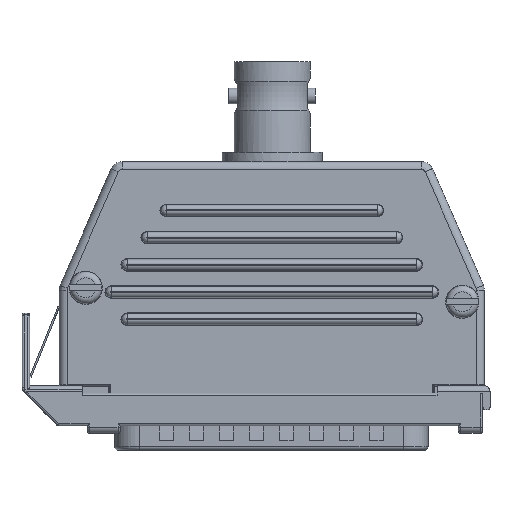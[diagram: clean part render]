
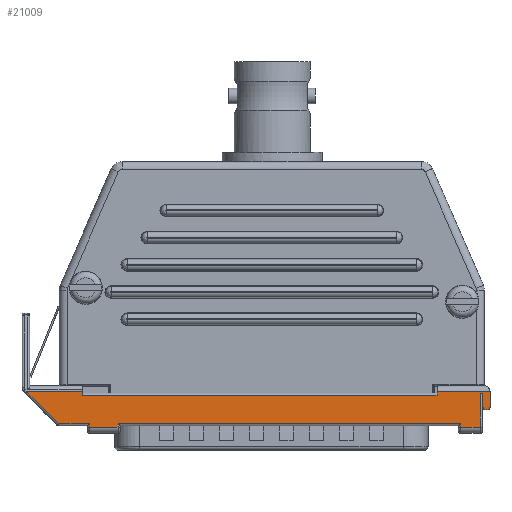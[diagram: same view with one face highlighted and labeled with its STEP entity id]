
A CAD part, top view. The second image highlights one B-rep face of the part: STEP entity #21009.
In plain terms, the highlighted planar face has unit normal (0, 0, 1).
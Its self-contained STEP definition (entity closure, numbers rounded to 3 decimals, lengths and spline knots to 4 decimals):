
#644=ELLIPSE('',#22353,0.0932,0.01);
#1324=FACE_OUTER_BOUND('',#2617,.T.);
#2617=EDGE_LOOP('',(#13457,#13458,#13459,#13460,#13461,#13462,#13463,#13464,
#13465,#13466,#13467,#13468,#13469,#13470,#13471,#13472,#13473,#13474,#13475,
#13476,#13477));
#4612=CIRCLE('',#22349,0.01);
#4614=CIRCLE('',#22352,0.01);
#5778=LINE('',#31071,#7095);
#5792=LINE('',#31112,#7109);
#5802=LINE('',#31144,#7119);
#5806=LINE('',#31158,#7123);
#5807=LINE('',#31160,#7124);
#5808=LINE('',#31162,#7125);
#5809=LINE('',#31164,#7126);
#5810=LINE('',#31166,#7127);
#5811=LINE('',#31170,#7128);
#5812=LINE('',#31172,#7129);
#5813=LINE('',#31174,#7130);
#5814=LINE('',#31176,#7131);
#5815=LINE('',#31178,#7132);
#5816=LINE('',#31180,#7133);
#5817=LINE('',#31182,#7134);
#5818=LINE('',#31184,#7135);
#5819=LINE('',#31186,#7136);
#5820=LINE('',#31187,#7137);
#7095=VECTOR('',#24830,0.3937);
#7109=VECTOR('',#24864,0.3937);
#7119=VECTOR('',#24904,0.3937);
#7123=VECTOR('',#24920,0.3937);
#7124=VECTOR('',#24923,0.3937);
#7125=VECTOR('',#24924,0.3937);
#7126=VECTOR('',#24925,0.3937);
#7127=VECTOR('',#24926,0.3937);
#7128=VECTOR('',#24929,0.3937);
#7129=VECTOR('',#24930,0.3937);
#7130=VECTOR('',#24931,0.3937);
#7131=VECTOR('',#24932,0.3937);
#7132=VECTOR('',#24933,0.3937);
#7133=VECTOR('',#24934,0.3937);
#7134=VECTOR('',#24935,0.3937);
#7135=VECTOR('',#24936,0.3937);
#7136=VECTOR('',#24937,0.3937);
#7137=VECTOR('',#24938,0.3937);
#8433=VERTEX_POINT('',#31068);
#8434=VERTEX_POINT('',#31070);
#8450=VERTEX_POINT('',#31109);
#8451=VERTEX_POINT('',#31111);
#8457=VERTEX_POINT('',#31141);
#8458=VERTEX_POINT('',#31143);
#8460=VERTEX_POINT('',#31151);
#8462=VERTEX_POINT('',#31157);
#8463=VERTEX_POINT('',#31161);
#8464=VERTEX_POINT('',#31163);
#8465=VERTEX_POINT('',#31165);
#8466=VERTEX_POINT('',#31167);
#8467=VERTEX_POINT('',#31169);
#8468=VERTEX_POINT('',#31171);
#8469=VERTEX_POINT('',#31173);
#8470=VERTEX_POINT('',#31175);
#8471=VERTEX_POINT('',#31177);
#8472=VERTEX_POINT('',#31179);
#8473=VERTEX_POINT('',#31181);
#8474=VERTEX_POINT('',#31183);
#8475=VERTEX_POINT('',#31185);
#10335=EDGE_CURVE('',#8434,#8433,#5778,.T.);
#10356=EDGE_CURVE('',#8451,#8450,#5792,.T.);
#10374=EDGE_CURVE('',#8457,#8458,#5802,.T.);
#10378=EDGE_CURVE('',#8460,#8433,#4612,.T.);
#10381=EDGE_CURVE('',#8460,#8462,#5806,.T.);
#10382=EDGE_CURVE('',#8458,#8462,#4614,.T.);
#10383=EDGE_CURVE('',#8451,#8457,#5807,.T.);
#10384=EDGE_CURVE('',#8463,#8450,#5808,.T.);
#10385=EDGE_CURVE('',#8463,#8464,#5809,.T.);
#10386=EDGE_CURVE('',#8465,#8464,#5810,.T.);
#10387=EDGE_CURVE('',#8466,#8465,#644,.T.);
#10388=EDGE_CURVE('',#8467,#8466,#5811,.T.);
#10389=EDGE_CURVE('',#8468,#8467,#5812,.T.);
#10390=EDGE_CURVE('',#8469,#8468,#5813,.T.);
#10391=EDGE_CURVE('',#8470,#8469,#5814,.T.);
#10392=EDGE_CURVE('',#8471,#8470,#5815,.T.);
#10393=EDGE_CURVE('',#8472,#8471,#5816,.T.);
#10394=EDGE_CURVE('',#8473,#8472,#5817,.T.);
#10395=EDGE_CURVE('',#8474,#8473,#5818,.T.);
#10396=EDGE_CURVE('',#8475,#8474,#5819,.T.);
#10397=EDGE_CURVE('',#8475,#8434,#5820,.T.);
#13457=ORIENTED_EDGE('',*,*,#10378,.F.);
#13458=ORIENTED_EDGE('',*,*,#10381,.T.);
#13459=ORIENTED_EDGE('',*,*,#10382,.F.);
#13460=ORIENTED_EDGE('',*,*,#10374,.F.);
#13461=ORIENTED_EDGE('',*,*,#10383,.F.);
#13462=ORIENTED_EDGE('',*,*,#10356,.T.);
#13463=ORIENTED_EDGE('',*,*,#10384,.F.);
#13464=ORIENTED_EDGE('',*,*,#10385,.T.);
#13465=ORIENTED_EDGE('',*,*,#10386,.F.);
#13466=ORIENTED_EDGE('',*,*,#10387,.F.);
#13467=ORIENTED_EDGE('',*,*,#10388,.F.);
#13468=ORIENTED_EDGE('',*,*,#10389,.F.);
#13469=ORIENTED_EDGE('',*,*,#10390,.F.);
#13470=ORIENTED_EDGE('',*,*,#10391,.F.);
#13471=ORIENTED_EDGE('',*,*,#10392,.F.);
#13472=ORIENTED_EDGE('',*,*,#10393,.F.);
#13473=ORIENTED_EDGE('',*,*,#10394,.F.);
#13474=ORIENTED_EDGE('',*,*,#10395,.F.);
#13475=ORIENTED_EDGE('',*,*,#10396,.F.);
#13476=ORIENTED_EDGE('',*,*,#10397,.T.);
#13477=ORIENTED_EDGE('',*,*,#10335,.T.);
#19373=PLANE('',#22351);
#21009=ADVANCED_FACE('',(#1324),#19373,.T.);
#22349=AXIS2_PLACEMENT_3D('',#31152,#24913,#24914);
#22351=AXIS2_PLACEMENT_3D('',#31156,#24918,#24919);
#22352=AXIS2_PLACEMENT_3D('',#31159,#24921,#24922);
#22353=AXIS2_PLACEMENT_3D('',#31168,#24927,#24928);
#24830=DIRECTION('',(0.,-1.,0.));
#24864=DIRECTION('',(0.,-1.,0.));
#24904=DIRECTION('',(0.,-1.,0.));
#24913=DIRECTION('center_axis',(0.,0.,
-1.));
#24914=DIRECTION('ref_axis',(-0.707,-0.707,0.));
#24918=DIRECTION('center_axis',(0.,0.,
1.));
#24919=DIRECTION('ref_axis',(1.,0.,0.));
#24920=DIRECTION('',(1.,0.,0.));
#24921=DIRECTION('center_axis',(0.,0.,
-1.));
#24922=DIRECTION('ref_axis',(0.707,-0.707,0.));
#24923=DIRECTION('',(1.,0.,0.));
#24924=DIRECTION('',(1.,0.,0.));
#24925=DIRECTION('',(0.,1.,0.));
#24926=DIRECTION('',(1.,0.,0.));
#24927=DIRECTION('center_axis',(0.,0.,
-1.));
#24928=DIRECTION('ref_axis',(-0.707,0.707,0.));
#24929=DIRECTION('',(-0.707,0.707,0.));
#24930=DIRECTION('',(-1.,0.,0.));
#24931=DIRECTION('',(0.,1.,0.));
#24932=DIRECTION('',(-1.,0.,0.));
#24933=DIRECTION('',(0.,-1.,0.));
#24934=DIRECTION('',(-1.,0.,0.));
#24935=DIRECTION('',(0.,1.,0.));
#24936=DIRECTION('',(-1.,0.,0.));
#24937=DIRECTION('',(0.,-1.,0.));
#24938=DIRECTION('',(1.,0.,0.));
#31068=CARTESIAN_POINT('',(1.0541,0.2137,0.3075));
#31070=CARTESIAN_POINT('',(1.0541,0.2845,0.3075));
#31071=CARTESIAN_POINT('',(1.0541,0.3347,0.3075));
#31109=CARTESIAN_POINT('',(0.8241,0.2745,0.3075));
#31111=CARTESIAN_POINT('',(0.8241,0.2925,0.3075));
#31112=CARTESIAN_POINT('',(0.8241,0.3537,0.3075));
#31141=CARTESIAN_POINT('',(1.0891,0.2925,0.3075));
#31143=CARTESIAN_POINT('',(1.0891,0.2137,0.3075));
#31144=CARTESIAN_POINT('',(1.0891,0.685,0.3075));
#31151=CARTESIAN_POINT('',(1.0641,0.2037,0.3075));
#31152=CARTESIAN_POINT('Origin',(1.0641,0.2137,0.3075));
#31156=CARTESIAN_POINT('Origin',(-0.0809,0.385,0.3075));
#31157=CARTESIAN_POINT('',(1.0791,0.2037,0.3075));
#31158=CARTESIAN_POINT('',(0.4851,0.2037,0.3075));
#31159=CARTESIAN_POINT('Origin',(1.0791,0.2137,0.3075));
#31160=CARTESIAN_POINT('',(-0.0714,0.2925,0.3075));
#31161=CARTESIAN_POINT('',(-0.9494,0.2745,0.3075));
#31162=CARTESIAN_POINT('',(-0.0718,0.2745,0.3075));
#31163=CARTESIAN_POINT('',(-0.9494,0.292,0.3075));
#31164=CARTESIAN_POINT('',(-0.9494,0.3537,0.3075));
#31165=CARTESIAN_POINT('',(-1.2252,0.292,0.3075));
#31166=CARTESIAN_POINT('',(-0.0809,0.292,0.3075));
#31167=CARTESIAN_POINT('',(-1.2264,0.2916,0.3075));
#31168=CARTESIAN_POINT('Origin',(-1.1605,0.2257,0.3075));
#31169=CARTESIAN_POINT('',(-1.0678,0.133,0.3075));
#31170=CARTESIAN_POINT('',(-0.9273,-0.0074,0.3075));
#31171=CARTESIAN_POINT('',(-0.9129,0.133,0.3075));
#31172=CARTESIAN_POINT('',(-0.6659,0.133,0.3075));
#31173=CARTESIAN_POINT('',(-0.9129,0.115,0.3075));
#31174=CARTESIAN_POINT('',(-0.9129,0.254,0.3075));
#31175=CARTESIAN_POINT('',(-0.7709,0.115,0.3075));
#31176=CARTESIAN_POINT('',(0.5041,0.115,0.3075));
#31177=CARTESIAN_POINT('',(-0.7709,0.133,0.3075));
#31178=CARTESIAN_POINT('',(-0.7709,0.235,0.3075));
#31179=CARTESIAN_POINT('',(0.9411,0.133,0.3075));
#31180=CARTESIAN_POINT('',(-0.4209,0.133,0.3075));
#31181=CARTESIAN_POINT('',(0.9411,0.115,0.3075));
#31182=CARTESIAN_POINT('',(0.9411,0.254,0.3075));
#31183=CARTESIAN_POINT('',(1.0411,0.115,0.3075));
#31184=CARTESIAN_POINT('',(0.5041,0.115,0.3075));
#31185=CARTESIAN_POINT('',(1.0411,0.2845,0.3075));
#31186=CARTESIAN_POINT('',(1.0411,0.235,0.3075));
#31187=CARTESIAN_POINT('',(0.4851,0.2845,0.3075));
